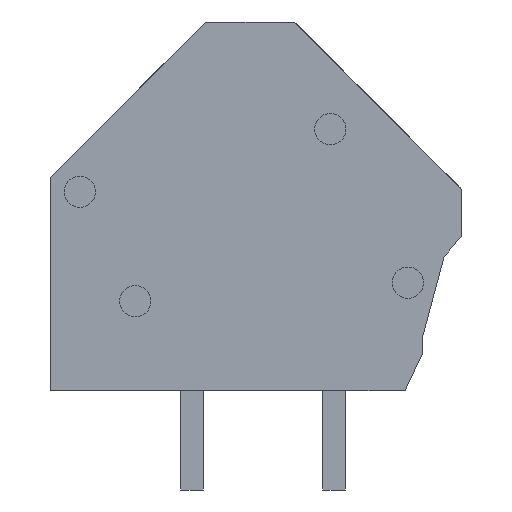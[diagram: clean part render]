
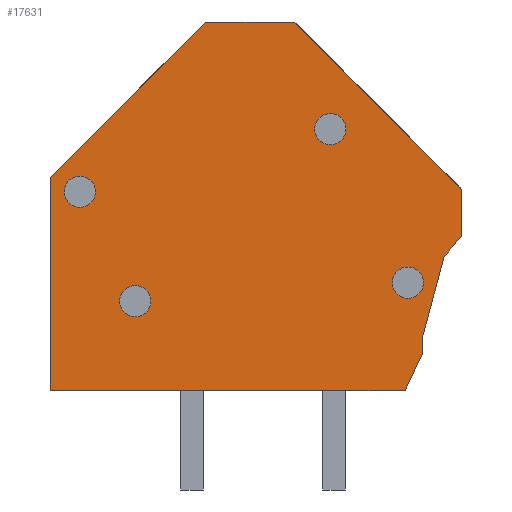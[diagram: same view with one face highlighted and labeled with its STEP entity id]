
A CAD part, left-side view. The second image highlights one B-rep face of the part: STEP entity #17631.
In plain terms, the highlighted planar face has unit normal (-1, 0, 0).
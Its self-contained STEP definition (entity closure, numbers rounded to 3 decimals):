
#17544=AXIS2_PLACEMENT_3D('Plane Axis2P3D',#17541,#17542,#17543) ;
#17561=AXIS2_PLACEMENT_3D('Circle Axis2P3D',#17559,#17560,$) ;
#17570=AXIS2_PLACEMENT_3D('Circle Axis2P3D',#17568,#17569,$) ;
#17579=AXIS2_PLACEMENT_3D('Circle Axis2P3D',#17577,#17578,$) ;
#17588=AXIS2_PLACEMENT_3D('Circle Axis2P3D',#17586,#17587,$) ;
#17597=AXIS2_PLACEMENT_3D('Circle Axis2P3D',#17595,#17596,$) ;
#17606=AXIS2_PLACEMENT_3D('Circle Axis2P3D',#17604,#17605,$) ;
#17615=AXIS2_PLACEMENT_3D('Circle Axis2P3D',#17613,#17614,$) ;
#17624=AXIS2_PLACEMENT_3D('Circle Axis2P3D',#17622,#17623,$) ;
#17216=CARTESIAN_POINT('Vertex',(0.7,2.,3.5)) ;
#17230=CARTESIAN_POINT('Vertex',(0.7,1.37,4.85)) ;
#17233=CARTESIAN_POINT('Line Origine',(0.7,1.685,4.175)) ;
#17261=CARTESIAN_POINT('Vertex',(0.7,1.37,5.45)) ;
#17264=CARTESIAN_POINT('Line Origine',(0.7,1.37,5.15)) ;
#17292=CARTESIAN_POINT('Vertex',(0.7,0.634,8.2)) ;
#17295=CARTESIAN_POINT('Line Origine',(0.7,1.002,6.825)) ;
#17323=CARTESIAN_POINT('Vertex',(0.7,0.,8.953)) ;
#17326=CARTESIAN_POINT('Line Origine',(0.7,0.317,8.577)) ;
#17354=CARTESIAN_POINT('Vertex',(0.7,0.,10.58)) ;
#17357=CARTESIAN_POINT('Line Origine',(0.7,0.,9.766)) ;
#17385=CARTESIAN_POINT('Vertex',(0.7,5.898,16.478)) ;
#17388=CARTESIAN_POINT('Line Origine',(0.7,2.949,13.529)) ;
#17416=CARTESIAN_POINT('Vertex',(0.7,9.022,16.478)) ;
#17419=CARTESIAN_POINT('Line Origine',(0.7,7.46,16.478)) ;
#17447=CARTESIAN_POINT('Vertex',(0.7,14.5,11.)) ;
#17450=CARTESIAN_POINT('Line Origine',(0.7,11.761,13.739)) ;
#17478=CARTESIAN_POINT('Vertex',(0.7,14.5,3.5)) ;
#17481=CARTESIAN_POINT('Line Origine',(0.7,14.5,7.25)) ;
#17509=CARTESIAN_POINT('Vertex',(0.7,12.7,3.5)) ;
#17512=CARTESIAN_POINT('Line Origine',(0.7,13.6,3.5)) ;
#17529=CARTESIAN_POINT('Line Origine',(0.7,7.35,3.5)) ;
#17541=CARTESIAN_POINT('Axis2P3D Location',(0.7,0.,0.)) ;
#17559=CARTESIAN_POINT('Axis2P3D Location',(0.7,13.45,10.5)) ;
#17563=CARTESIAN_POINT('Vertex',(0.7,12.9,10.5)) ;
#17565=CARTESIAN_POINT('Vertex',(0.7,14.,10.5)) ;
#17568=CARTESIAN_POINT('Axis2P3D Location',(0.7,13.45,10.5)) ;
#17577=CARTESIAN_POINT('Axis2P3D Location',(0.7,4.632,12.707)) ;
#17581=CARTESIAN_POINT('Vertex',(0.7,4.082,12.707)) ;
#17583=CARTESIAN_POINT('Vertex',(0.7,5.182,12.707)) ;
#17586=CARTESIAN_POINT('Axis2P3D Location',(0.7,4.632,12.707)) ;
#17595=CARTESIAN_POINT('Axis2P3D Location',(0.7,11.5,6.65)) ;
#17599=CARTESIAN_POINT('Vertex',(0.7,10.95,6.65)) ;
#17601=CARTESIAN_POINT('Vertex',(0.7,12.05,6.65)) ;
#17604=CARTESIAN_POINT('Axis2P3D Location',(0.7,11.5,6.65)) ;
#17613=CARTESIAN_POINT('Axis2P3D Location',(0.7,1.9,7.3)) ;
#17617=CARTESIAN_POINT('Vertex',(0.7,1.35,7.3)) ;
#17619=CARTESIAN_POINT('Vertex',(0.7,2.45,7.3)) ;
#17622=CARTESIAN_POINT('Axis2P3D Location',(0.7,1.9,7.3)) ;
#17234=DIRECTION('Vector Direction',(0.,-0.423,0.906)) ;
#17265=DIRECTION('Vector Direction',(0.,0.,1.)) ;
#17296=DIRECTION('Vector Direction',(0.,-0.259,0.966)) ;
#17327=DIRECTION('Vector Direction',(0.,-0.644,0.765)) ;
#17358=DIRECTION('Vector Direction',(0.,0.,-1.)) ;
#17389=DIRECTION('Vector Direction',(0.,0.707,0.707)) ;
#17420=DIRECTION('Vector Direction',(0.,-1.,0.)) ;
#17451=DIRECTION('Vector Direction',(0.,-0.707,0.707)) ;
#17482=DIRECTION('Vector Direction',(0.,0.,-1.)) ;
#17513=DIRECTION('Vector Direction',(0.,-1.,0.)) ;
#17530=DIRECTION('Vector Direction',(0.,-1.,0.)) ;
#17542=DIRECTION('Axis2P3D Direction',(-1.,0.,0.)) ;
#17543=DIRECTION('Axis2P3D XDirection',(0.,-1.,0.)) ;
#17560=DIRECTION('Axis2P3D Direction',(-1.,0.,0.)) ;
#17569=DIRECTION('Axis2P3D Direction',(-1.,0.,0.)) ;
#17578=DIRECTION('Axis2P3D Direction',(-1.,0.,0.)) ;
#17587=DIRECTION('Axis2P3D Direction',(-1.,0.,0.)) ;
#17596=DIRECTION('Axis2P3D Direction',(-1.,0.,0.)) ;
#17605=DIRECTION('Axis2P3D Direction',(-1.,0.,0.)) ;
#17614=DIRECTION('Axis2P3D Direction',(-1.,0.,0.)) ;
#17623=DIRECTION('Axis2P3D Direction',(-1.,0.,0.)) ;
#17235=VECTOR('Line Direction',#17234,1.) ;
#17266=VECTOR('Line Direction',#17265,1.) ;
#17297=VECTOR('Line Direction',#17296,1.) ;
#17328=VECTOR('Line Direction',#17327,1.) ;
#17359=VECTOR('Line Direction',#17358,1.) ;
#17390=VECTOR('Line Direction',#17389,1.) ;
#17421=VECTOR('Line Direction',#17420,1.) ;
#17452=VECTOR('Line Direction',#17451,1.) ;
#17483=VECTOR('Line Direction',#17482,1.) ;
#17514=VECTOR('Line Direction',#17513,1.) ;
#17531=VECTOR('Line Direction',#17530,1.) ;
#17547=ORIENTED_EDGE('',*,*,#17237,.T.) ;
#17548=ORIENTED_EDGE('',*,*,#17268,.T.) ;
#17549=ORIENTED_EDGE('',*,*,#17299,.T.) ;
#17550=ORIENTED_EDGE('',*,*,#17330,.T.) ;
#17551=ORIENTED_EDGE('',*,*,#17361,.T.) ;
#17552=ORIENTED_EDGE('',*,*,#17392,.T.) ;
#17553=ORIENTED_EDGE('',*,*,#17423,.T.) ;
#17554=ORIENTED_EDGE('',*,*,#17454,.T.) ;
#17555=ORIENTED_EDGE('',*,*,#17485,.T.) ;
#17556=ORIENTED_EDGE('',*,*,#17516,.T.) ;
#17557=ORIENTED_EDGE('',*,*,#17533,.T.) ;
#17574=ORIENTED_EDGE('',*,*,#17567,.F.) ;
#17575=ORIENTED_EDGE('',*,*,#17572,.F.) ;
#17592=ORIENTED_EDGE('',*,*,#17585,.F.) ;
#17593=ORIENTED_EDGE('',*,*,#17590,.F.) ;
#17610=ORIENTED_EDGE('',*,*,#17603,.F.) ;
#17611=ORIENTED_EDGE('',*,*,#17608,.F.) ;
#17628=ORIENTED_EDGE('',*,*,#17621,.F.) ;
#17629=ORIENTED_EDGE('',*,*,#17626,.F.) ;
#17576=FACE_BOUND('',#17573,.T.) ;
#17594=FACE_BOUND('',#17591,.T.) ;
#17612=FACE_BOUND('',#17609,.T.) ;
#17630=FACE_BOUND('',#17627,.T.) ;
#17631=ADVANCED_FACE('End plate_LMZF_1\\Hauptkoerper',(#17558,#17576,#17594,#17612,#17630),#17545,.T.) ;
#17562=CIRCLE('generated circle',#17561,0.55) ;
#17571=CIRCLE('generated circle',#17570,0.55) ;
#17580=CIRCLE('generated circle',#17579,0.55) ;
#17589=CIRCLE('generated circle',#17588,0.55) ;
#17598=CIRCLE('generated circle',#17597,0.55) ;
#17607=CIRCLE('generated circle',#17606,0.55) ;
#17616=CIRCLE('generated circle',#17615,0.55) ;
#17625=CIRCLE('generated circle',#17624,0.55) ;
#17237=EDGE_CURVE('',#17217,#17231,#17236,.T.) ;
#17268=EDGE_CURVE('',#17231,#17262,#17267,.T.) ;
#17299=EDGE_CURVE('',#17262,#17293,#17298,.T.) ;
#17330=EDGE_CURVE('',#17293,#17324,#17329,.T.) ;
#17361=EDGE_CURVE('',#17324,#17355,#17360,.F.) ;
#17392=EDGE_CURVE('',#17355,#17386,#17391,.T.) ;
#17423=EDGE_CURVE('',#17386,#17417,#17422,.F.) ;
#17454=EDGE_CURVE('',#17417,#17448,#17453,.F.) ;
#17485=EDGE_CURVE('',#17448,#17479,#17484,.T.) ;
#17516=EDGE_CURVE('',#17479,#17510,#17515,.T.) ;
#17533=EDGE_CURVE('',#17510,#17217,#17532,.T.) ;
#17567=EDGE_CURVE('',#17564,#17566,#17562,.T.) ;
#17572=EDGE_CURVE('',#17566,#17564,#17571,.T.) ;
#17585=EDGE_CURVE('',#17582,#17584,#17580,.T.) ;
#17590=EDGE_CURVE('',#17584,#17582,#17589,.T.) ;
#17603=EDGE_CURVE('',#17600,#17602,#17598,.T.) ;
#17608=EDGE_CURVE('',#17602,#17600,#17607,.T.) ;
#17621=EDGE_CURVE('',#17618,#17620,#17616,.T.) ;
#17626=EDGE_CURVE('',#17620,#17618,#17625,.T.) ;
#17546=EDGE_LOOP('',(#17547,#17548,#17549,#17550,#17551,#17552,#17553,#17554,#17555,#17556,#17557)) ;
#17573=EDGE_LOOP('',(#17574,#17575)) ;
#17591=EDGE_LOOP('',(#17592,#17593)) ;
#17609=EDGE_LOOP('',(#17610,#17611)) ;
#17627=EDGE_LOOP('',(#17628,#17629)) ;
#17558=FACE_OUTER_BOUND('',#17546,.T.) ;
#17236=LINE('Line',#17233,#17235) ;
#17267=LINE('Line',#17264,#17266) ;
#17298=LINE('Line',#17295,#17297) ;
#17329=LINE('Line',#17326,#17328) ;
#17360=LINE('Line',#17357,#17359) ;
#17391=LINE('Line',#17388,#17390) ;
#17422=LINE('Line',#17419,#17421) ;
#17453=LINE('Line',#17450,#17452) ;
#17484=LINE('Line',#17481,#17483) ;
#17515=LINE('Line',#17512,#17514) ;
#17532=LINE('Line',#17529,#17531) ;
#17545=PLANE('',#17544) ;
#17217=VERTEX_POINT('',#17216) ;
#17231=VERTEX_POINT('',#17230) ;
#17262=VERTEX_POINT('',#17261) ;
#17293=VERTEX_POINT('',#17292) ;
#17324=VERTEX_POINT('',#17323) ;
#17355=VERTEX_POINT('',#17354) ;
#17386=VERTEX_POINT('',#17385) ;
#17417=VERTEX_POINT('',#17416) ;
#17448=VERTEX_POINT('',#17447) ;
#17479=VERTEX_POINT('',#17478) ;
#17510=VERTEX_POINT('',#17509) ;
#17564=VERTEX_POINT('',#17563) ;
#17566=VERTEX_POINT('',#17565) ;
#17582=VERTEX_POINT('',#17581) ;
#17584=VERTEX_POINT('',#17583) ;
#17600=VERTEX_POINT('',#17599) ;
#17602=VERTEX_POINT('',#17601) ;
#17618=VERTEX_POINT('',#17617) ;
#17620=VERTEX_POINT('',#17619) ;
